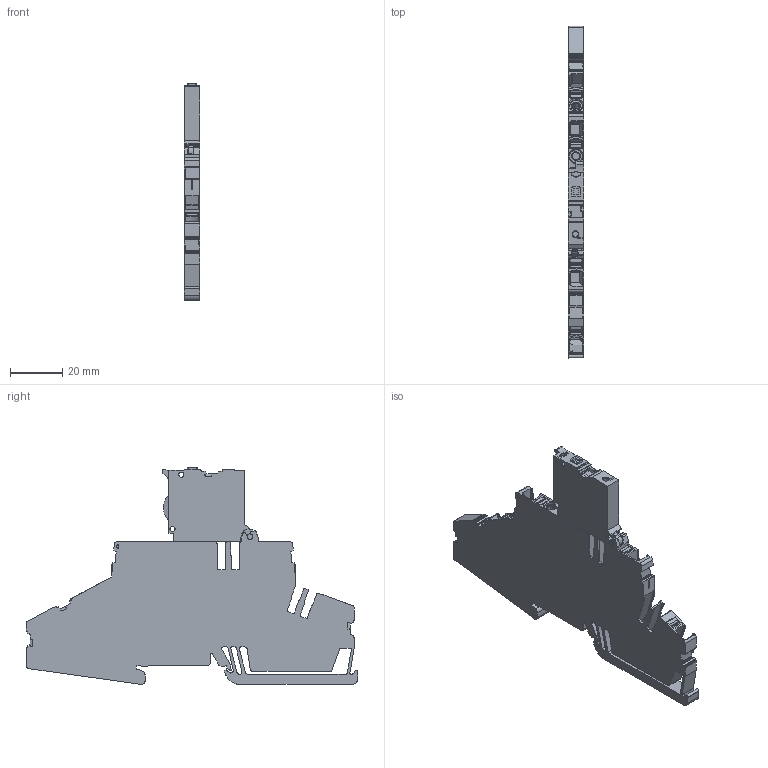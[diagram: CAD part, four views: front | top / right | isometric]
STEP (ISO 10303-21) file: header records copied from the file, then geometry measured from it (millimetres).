
FILE_DESCRIPTION(('CATIA V5 STEP Exchange','CAx-IF Rec.Pracs.--- Model Styling and Organization---1.5--- 2016-08-15','CAx-IF Rec.Pracs.---Supplemental Geometry---1.0---2011-11-01','CAx-IF Rec.Pracs.--- Composite Materials ---1.1---2010-07-15'),'2;1');
FILE_NAME ('1373819-2_0', '2025-07-21T06:14:03+00:00', ('none'), ('Weidmueller'), 'CATIA Version 5-6 Release 2024 SP4', 'CATIA V5 STEP AP214 v3', 'none');
FILE_SCHEMA(('AUTOMOTIVE_DESIGN { 1 0 10303 214 1 1 1 1 }'));
Products named in the file (1): 2831500000
Bounding box: 6.1 x 127.26 x 83.12 mm (x, y, z)
Volume: 32562.6 mm3; surface area: 18919.2 mm2
Topology: 1 solids, 3 shells, 1988 faces, 5705 edges, 3745 vertices
Faces by surface type: plane 1134, cylinder 597, extrusion 165, torus 56, bspline 16, cone 12, sphere 8
Entity records: 66291 total; most frequent: CARTESIAN_POINT 15414, ORIENTED_EDGE 11394, DIRECTION 8488, EDGE_CURVE 5697, VECTOR 4279, LINE 4114, VERTEX_POINT 3745, AXIS2_PLACEMENT_3D 2658
